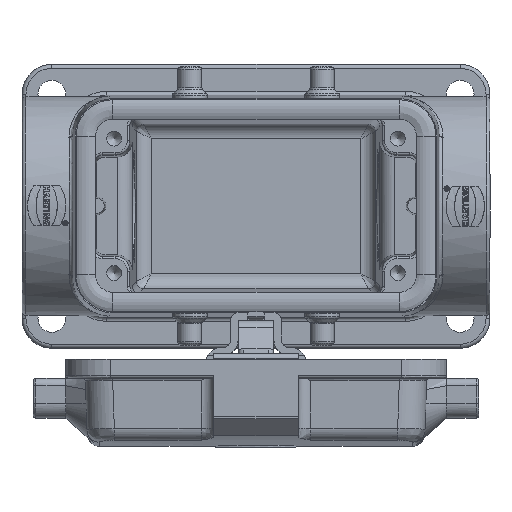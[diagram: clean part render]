
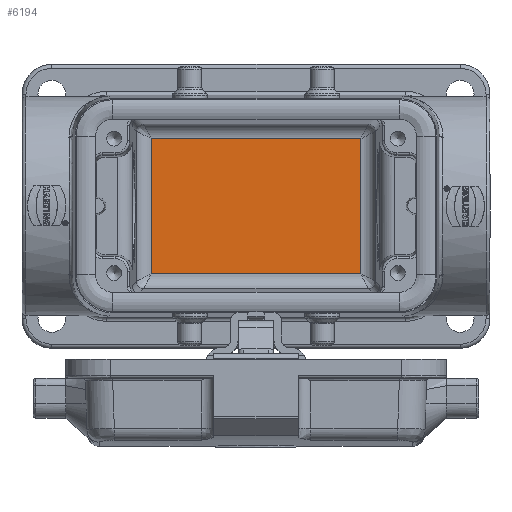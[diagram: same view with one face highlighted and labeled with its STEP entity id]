
A CAD part, top view. The second image highlights one B-rep face of the part: STEP entity #6194.
In plain terms, the highlighted planar face has unit normal (0, 0, 1).
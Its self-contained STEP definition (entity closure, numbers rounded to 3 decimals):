
#6194=ADVANCED_FACE('',(#7636),#6907,.F.);
#6907=PLANE('',#26589);
#7636=FACE_OUTER_BOUND('',#8621,.T.);
#8621=EDGE_LOOP('',(#12076,#12077,#12078,#12079));
#12076=ORIENTED_EDGE('',*,*,#17234,.T.);
#12077=ORIENTED_EDGE('',*,*,#17235,.T.);
#12078=ORIENTED_EDGE('',*,*,#17236,.T.);
#12079=ORIENTED_EDGE('',*,*,#17233,.T.);
#15069=VERTEX_POINT('',#42803);
#15073=VERTEX_POINT('',#42841);
#15083=VERTEX_POINT('',#42904);
#15084=VERTEX_POINT('',#42908);
#17233=EDGE_CURVE('',#15073,#15083,#21716,.T.);
#17234=EDGE_CURVE('',#15083,#15084,#21717,.T.);
#17235=EDGE_CURVE('',#15084,#15069,#21718,.T.);
#17236=EDGE_CURVE('',#15069,#15073,#21719,.T.);
#21716=LINE('',#42905,#23168);
#21717=LINE('',#42907,#23169);
#21718=LINE('',#42909,#23170);
#21719=LINE('',#42910,#23171);
#23168=VECTOR('',#30258,1.);
#23169=VECTOR('',#30261,1.);
#23170=VECTOR('',#30262,1.);
#23171=VECTOR('',#30263,1.);
#26589=AXIS2_PLACEMENT_3D('',#42911,#30264,#30265);
#30258=DIRECTION('',(0.,-1.,0.));
#30261=DIRECTION('',(1.,0.,0.));
#30262=DIRECTION('',(0.,1.,0.));
#30263=DIRECTION('',(-1.,0.,0.));
#30264=DIRECTION('',(0.,0.,-1.));
#30265=DIRECTION('',(-1.,0.,0.));
#42803=CARTESIAN_POINT('',(21.061,13.567,-65.25));
#42841=CARTESIAN_POINT('',(-21.061,13.567,-65.25));
#42904=CARTESIAN_POINT('',(-21.061,-13.567,-65.25));
#42905=CARTESIAN_POINT('',(-21.061,-15.,-65.25));
#42907=CARTESIAN_POINT('',(24.,-13.567,-65.25));
#42908=CARTESIAN_POINT('',(21.061,-13.567,-65.25));
#42909=CARTESIAN_POINT('',(21.061,15.,-65.25));
#42910=CARTESIAN_POINT('',(24.,13.567,-65.25));
#42911=CARTESIAN_POINT('',(24.,-17.75,-65.25));
